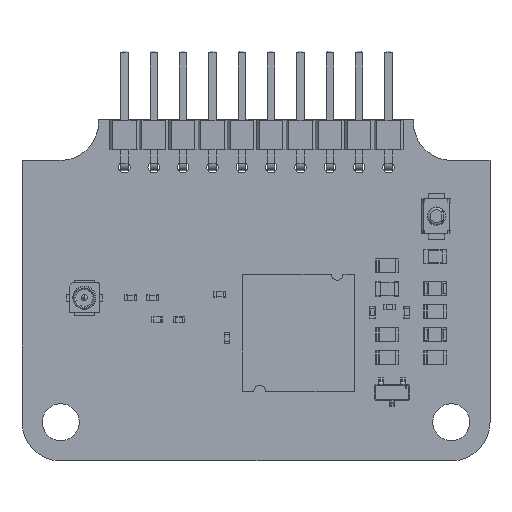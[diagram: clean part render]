
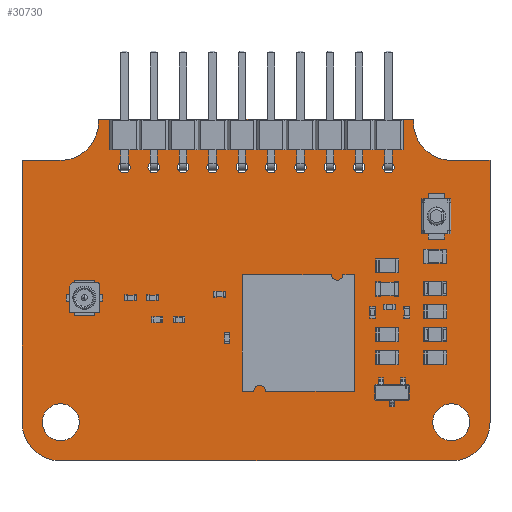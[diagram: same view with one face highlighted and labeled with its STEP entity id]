
A CAD part, top view. The second image highlights one B-rep face of the part: STEP entity #30730.
In plain terms, the highlighted planar face has unit normal (0, 0, 1).
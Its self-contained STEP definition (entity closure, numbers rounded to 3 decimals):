
#30417 = VERTEX_POINT('',#30418);
#30418 = CARTESIAN_POINT('',(132.508,-93.6,0.71));
#30424 = EDGE_CURVE('',#30417,#30425,#30427,.T.);
#30425 = VERTEX_POINT('',#30426);
#30426 = CARTESIAN_POINT('',(132.5,-93.82,0.71));
#30427 = LINE('',#30428,#30429);
#30428 = CARTESIAN_POINT('',(132.508,-93.6,0.71));
#30429 = VECTOR('',#30430,1.);
#30430 = DIRECTION('',(-0.035,-0.999,0.));
#30457 = VERTEX_POINT('',#30458);
#30458 = CARTESIAN_POINT('',(105.275,-93.6,0.71));
#30464 = EDGE_CURVE('',#30457,#30417,#30465,.T.);
#30465 = LINE('',#30466,#30467);
#30466 = CARTESIAN_POINT('',(105.275,-93.6,0.71));
#30467 = VECTOR('',#30468,1.);
#30468 = DIRECTION('',(1.,0.,0.));
#30486 = EDGE_CURVE('',#30425,#30487,#30489,.T.);
#30487 = VERTEX_POINT('',#30488);
#30488 = CARTESIAN_POINT('',(135.85,-97.177,0.71));
#30489 = CIRCLE('',#30490,3.35);
#30490 = AXIS2_PLACEMENT_3D('',#30491,#30492,#30493);
#30491 = CARTESIAN_POINT('',(135.85,-93.826,0.71));
#30492 = DIRECTION('',(0.,0.,1.));
#30493 = DIRECTION('',(-1.,0.002,0.));
#30730 = ADVANCED_FACE('',(#30731,#30809,#30820,#30831,#30842,#30853,
    #30864,#30875,#30886,#30897,#30908,#30919,#30930),#30941,.T.);
#30731 = FACE_BOUND('',#30732,.T.);
#30732 = EDGE_LOOP('',(#30733,#30734,#30735,#30743,#30752,#30760,#30768,
    #30777,#30785,#30794,#30802,#30808));
#30733 = ORIENTED_EDGE('',*,*,#30424,.F.);
#30734 = ORIENTED_EDGE('',*,*,#30464,.F.);
#30735 = ORIENTED_EDGE('',*,*,#30736,.F.);
#30736 = EDGE_CURVE('',#30737,#30457,#30739,.T.);
#30737 = VERTEX_POINT('',#30738);
#30738 = CARTESIAN_POINT('',(105.275,-93.825,0.71));
#30739 = LINE('',#30740,#30741);
#30740 = CARTESIAN_POINT('',(105.275,-93.825,0.71));
#30741 = VECTOR('',#30742,1.);
#30742 = DIRECTION('',(0.,1.,0.));
#30743 = ORIENTED_EDGE('',*,*,#30744,.F.);
#30744 = EDGE_CURVE('',#30745,#30737,#30747,.T.);
#30745 = VERTEX_POINT('',#30746);
#30746 = CARTESIAN_POINT('',(101.925,-97.175,0.71));
#30747 = CIRCLE('',#30748,3.35);
#30748 = AXIS2_PLACEMENT_3D('',#30749,#30750,#30751);
#30749 = CARTESIAN_POINT('',(101.925,-93.825,0.71));
#30750 = DIRECTION('',(0.,0.,1.));
#30751 = DIRECTION('',(0.,-1.,0.));
#30752 = ORIENTED_EDGE('',*,*,#30753,.F.);
#30753 = EDGE_CURVE('',#30754,#30745,#30756,.T.);
#30754 = VERTEX_POINT('',#30755);
#30755 = CARTESIAN_POINT('',(98.64,-97.177,0.71));
#30756 = LINE('',#30757,#30758);
#30757 = CARTESIAN_POINT('',(98.64,-97.177,0.71));
#30758 = VECTOR('',#30759,1.);
#30759 = DIRECTION('',(1.,0.,0.));
#30760 = ORIENTED_EDGE('',*,*,#30761,.F.);
#30761 = EDGE_CURVE('',#30762,#30754,#30764,.T.);
#30762 = VERTEX_POINT('',#30763);
#30763 = CARTESIAN_POINT('',(98.64,-119.827,0.71));
#30764 = LINE('',#30765,#30766);
#30765 = CARTESIAN_POINT('',(98.64,-119.827,0.71));
#30766 = VECTOR('',#30767,1.);
#30767 = DIRECTION('',(0.,1.,0.));
#30768 = ORIENTED_EDGE('',*,*,#30769,.F.);
#30769 = EDGE_CURVE('',#30770,#30762,#30772,.T.);
#30770 = VERTEX_POINT('',#30771);
#30771 = CARTESIAN_POINT('',(101.99,-123.177,0.71));
#30772 = CIRCLE('',#30773,3.35);
#30773 = AXIS2_PLACEMENT_3D('',#30774,#30775,#30776);
#30774 = CARTESIAN_POINT('',(101.99,-119.827,0.71));
#30775 = DIRECTION('',(0.,0.,-1.));
#30776 = DIRECTION('',(0.,-1.,-0.));
#30777 = ORIENTED_EDGE('',*,*,#30778,.F.);
#30778 = EDGE_CURVE('',#30779,#30770,#30781,.T.);
#30779 = VERTEX_POINT('',#30780);
#30780 = CARTESIAN_POINT('',(135.79,-123.177,0.71));
#30781 = LINE('',#30782,#30783);
#30782 = CARTESIAN_POINT('',(135.79,-123.177,0.71));
#30783 = VECTOR('',#30784,1.);
#30784 = DIRECTION('',(-1.,0.,0.));
#30785 = ORIENTED_EDGE('',*,*,#30786,.F.);
#30786 = EDGE_CURVE('',#30787,#30779,#30789,.T.);
#30787 = VERTEX_POINT('',#30788);
#30788 = CARTESIAN_POINT('',(139.14,-119.826,0.71));
#30789 = CIRCLE('',#30790,3.35);
#30790 = AXIS2_PLACEMENT_3D('',#30791,#30792,#30793);
#30791 = CARTESIAN_POINT('',(135.79,-119.827,0.71));
#30792 = DIRECTION('',(0.,0.,-1.));
#30793 = DIRECTION('',(1.,0.,0.));
#30794 = ORIENTED_EDGE('',*,*,#30795,.F.);
#30795 = EDGE_CURVE('',#30796,#30787,#30798,.T.);
#30796 = VERTEX_POINT('',#30797);
#30797 = CARTESIAN_POINT('',(139.14,-97.177,0.71));
#30798 = LINE('',#30799,#30800);
#30799 = CARTESIAN_POINT('',(139.14,-97.177,0.71));
#30800 = VECTOR('',#30801,1.);
#30801 = DIRECTION('',(0.,-1.,0.));
#30802 = ORIENTED_EDGE('',*,*,#30803,.F.);
#30803 = EDGE_CURVE('',#30487,#30796,#30804,.T.);
#30804 = LINE('',#30805,#30806);
#30805 = CARTESIAN_POINT('',(135.85,-97.177,0.71));
#30806 = VECTOR('',#30807,1.);
#30807 = DIRECTION('',(1.,0.,0.));
#30808 = ORIENTED_EDGE('',*,*,#30486,.F.);
#30809 = FACE_BOUND('',#30810,.T.);
#30810 = EDGE_LOOP('',(#30811));
#30811 = ORIENTED_EDGE('',*,*,#30812,.T.);
#30812 = EDGE_CURVE('',#30813,#30813,#30815,.T.);
#30813 = VERTEX_POINT('',#30814);
#30814 = CARTESIAN_POINT('',(101.99,-121.427,0.71));
#30815 = CIRCLE('',#30816,1.6);
#30816 = AXIS2_PLACEMENT_3D('',#30817,#30818,#30819);
#30817 = CARTESIAN_POINT('',(101.99,-119.827,0.71));
#30818 = DIRECTION('',(-0.,0.,-1.));
#30819 = DIRECTION('',(-0.,-1.,0.));
#30820 = FACE_BOUND('',#30821,.T.);
#30821 = EDGE_LOOP('',(#30822));
#30822 = ORIENTED_EDGE('',*,*,#30823,.T.);
#30823 = EDGE_CURVE('',#30824,#30824,#30826,.T.);
#30824 = VERTEX_POINT('',#30825);
#30825 = CARTESIAN_POINT('',(135.79,-121.427,0.71));
#30826 = CIRCLE('',#30827,1.6);
#30827 = AXIS2_PLACEMENT_3D('',#30828,#30829,#30830);
#30828 = CARTESIAN_POINT('',(135.79,-119.827,0.71));
#30829 = DIRECTION('',(-0.,0.,-1.));
#30830 = DIRECTION('',(-0.,-1.,0.));
#30831 = FACE_BOUND('',#30832,.T.);
#30832 = EDGE_LOOP('',(#30833));
#30833 = ORIENTED_EDGE('',*,*,#30834,.T.);
#30834 = EDGE_CURVE('',#30835,#30835,#30837,.T.);
#30835 = VERTEX_POINT('',#30836);
#30836 = CARTESIAN_POINT('',(107.5,-98.25,0.71));
#30837 = CIRCLE('',#30838,0.5);
#30838 = AXIS2_PLACEMENT_3D('',#30839,#30840,#30841);
#30839 = CARTESIAN_POINT('',(107.5,-97.75,0.71));
#30840 = DIRECTION('',(-0.,0.,-1.));
#30841 = DIRECTION('',(-0.,-1.,0.));
#30842 = FACE_BOUND('',#30843,.T.);
#30843 = EDGE_LOOP('',(#30844));
#30844 = ORIENTED_EDGE('',*,*,#30845,.T.);
#30845 = EDGE_CURVE('',#30846,#30846,#30848,.T.);
#30846 = VERTEX_POINT('',#30847);
#30847 = CARTESIAN_POINT('',(110.04,-98.25,0.71));
#30848 = CIRCLE('',#30849,0.5);
#30849 = AXIS2_PLACEMENT_3D('',#30850,#30851,#30852);
#30850 = CARTESIAN_POINT('',(110.04,-97.75,0.71));
#30851 = DIRECTION('',(-0.,0.,-1.));
#30852 = DIRECTION('',(-0.,-1.,0.));
#30853 = FACE_BOUND('',#30854,.T.);
#30854 = EDGE_LOOP('',(#30855));
#30855 = ORIENTED_EDGE('',*,*,#30856,.T.);
#30856 = EDGE_CURVE('',#30857,#30857,#30859,.T.);
#30857 = VERTEX_POINT('',#30858);
#30858 = CARTESIAN_POINT('',(112.58,-98.25,0.71));
#30859 = CIRCLE('',#30860,0.5);
#30860 = AXIS2_PLACEMENT_3D('',#30861,#30862,#30863);
#30861 = CARTESIAN_POINT('',(112.58,-97.75,0.71));
#30862 = DIRECTION('',(-0.,0.,-1.));
#30863 = DIRECTION('',(-0.,-1.,0.));
#30864 = FACE_BOUND('',#30865,.T.);
#30865 = EDGE_LOOP('',(#30866));
#30866 = ORIENTED_EDGE('',*,*,#30867,.T.);
#30867 = EDGE_CURVE('',#30868,#30868,#30870,.T.);
#30868 = VERTEX_POINT('',#30869);
#30869 = CARTESIAN_POINT('',(115.12,-98.25,0.71));
#30870 = CIRCLE('',#30871,0.5);
#30871 = AXIS2_PLACEMENT_3D('',#30872,#30873,#30874);
#30872 = CARTESIAN_POINT('',(115.12,-97.75,0.71));
#30873 = DIRECTION('',(-0.,0.,-1.));
#30874 = DIRECTION('',(-0.,-1.,0.));
#30875 = FACE_BOUND('',#30876,.T.);
#30876 = EDGE_LOOP('',(#30877));
#30877 = ORIENTED_EDGE('',*,*,#30878,.T.);
#30878 = EDGE_CURVE('',#30879,#30879,#30881,.T.);
#30879 = VERTEX_POINT('',#30880);
#30880 = CARTESIAN_POINT('',(117.66,-98.25,0.71));
#30881 = CIRCLE('',#30882,0.5);
#30882 = AXIS2_PLACEMENT_3D('',#30883,#30884,#30885);
#30883 = CARTESIAN_POINT('',(117.66,-97.75,0.71));
#30884 = DIRECTION('',(-0.,0.,-1.));
#30885 = DIRECTION('',(-0.,-1.,0.));
#30886 = FACE_BOUND('',#30887,.T.);
#30887 = EDGE_LOOP('',(#30888));
#30888 = ORIENTED_EDGE('',*,*,#30889,.T.);
#30889 = EDGE_CURVE('',#30890,#30890,#30892,.T.);
#30890 = VERTEX_POINT('',#30891);
#30891 = CARTESIAN_POINT('',(120.2,-98.25,0.71));
#30892 = CIRCLE('',#30893,0.5);
#30893 = AXIS2_PLACEMENT_3D('',#30894,#30895,#30896);
#30894 = CARTESIAN_POINT('',(120.2,-97.75,0.71));
#30895 = DIRECTION('',(-0.,0.,-1.));
#30896 = DIRECTION('',(-0.,-1.,0.));
#30897 = FACE_BOUND('',#30898,.T.);
#30898 = EDGE_LOOP('',(#30899));
#30899 = ORIENTED_EDGE('',*,*,#30900,.T.);
#30900 = EDGE_CURVE('',#30901,#30901,#30903,.T.);
#30901 = VERTEX_POINT('',#30902);
#30902 = CARTESIAN_POINT('',(122.74,-98.25,0.71));
#30903 = CIRCLE('',#30904,0.5);
#30904 = AXIS2_PLACEMENT_3D('',#30905,#30906,#30907);
#30905 = CARTESIAN_POINT('',(122.74,-97.75,0.71));
#30906 = DIRECTION('',(-0.,0.,-1.));
#30907 = DIRECTION('',(-0.,-1.,0.));
#30908 = FACE_BOUND('',#30909,.T.);
#30909 = EDGE_LOOP('',(#30910));
#30910 = ORIENTED_EDGE('',*,*,#30911,.T.);
#30911 = EDGE_CURVE('',#30912,#30912,#30914,.T.);
#30912 = VERTEX_POINT('',#30913);
#30913 = CARTESIAN_POINT('',(125.28,-98.25,0.71));
#30914 = CIRCLE('',#30915,0.5);
#30915 = AXIS2_PLACEMENT_3D('',#30916,#30917,#30918);
#30916 = CARTESIAN_POINT('',(125.28,-97.75,0.71));
#30917 = DIRECTION('',(-0.,0.,-1.));
#30918 = DIRECTION('',(-0.,-1.,0.));
#30919 = FACE_BOUND('',#30920,.T.);
#30920 = EDGE_LOOP('',(#30921));
#30921 = ORIENTED_EDGE('',*,*,#30922,.T.);
#30922 = EDGE_CURVE('',#30923,#30923,#30925,.T.);
#30923 = VERTEX_POINT('',#30924);
#30924 = CARTESIAN_POINT('',(127.82,-98.25,0.71));
#30925 = CIRCLE('',#30926,0.5);
#30926 = AXIS2_PLACEMENT_3D('',#30927,#30928,#30929);
#30927 = CARTESIAN_POINT('',(127.82,-97.75,0.71));
#30928 = DIRECTION('',(-0.,0.,-1.));
#30929 = DIRECTION('',(-0.,-1.,0.));
#30930 = FACE_BOUND('',#30931,.T.);
#30931 = EDGE_LOOP('',(#30932));
#30932 = ORIENTED_EDGE('',*,*,#30933,.T.);
#30933 = EDGE_CURVE('',#30934,#30934,#30936,.T.);
#30934 = VERTEX_POINT('',#30935);
#30935 = CARTESIAN_POINT('',(130.36,-98.25,0.71));
#30936 = CIRCLE('',#30937,0.5);
#30937 = AXIS2_PLACEMENT_3D('',#30938,#30939,#30940);
#30938 = CARTESIAN_POINT('',(130.36,-97.75,0.71));
#30939 = DIRECTION('',(-0.,0.,-1.));
#30940 = DIRECTION('',(-0.,-1.,0.));
#30941 = PLANE('',#30942);
#30942 = AXIS2_PLACEMENT_3D('',#30943,#30944,#30945);
#30943 = CARTESIAN_POINT('',(0.,0.,0.71));
#30944 = DIRECTION('',(0.,0.,1.));
#30945 = DIRECTION('',(1.,0.,-0.));
